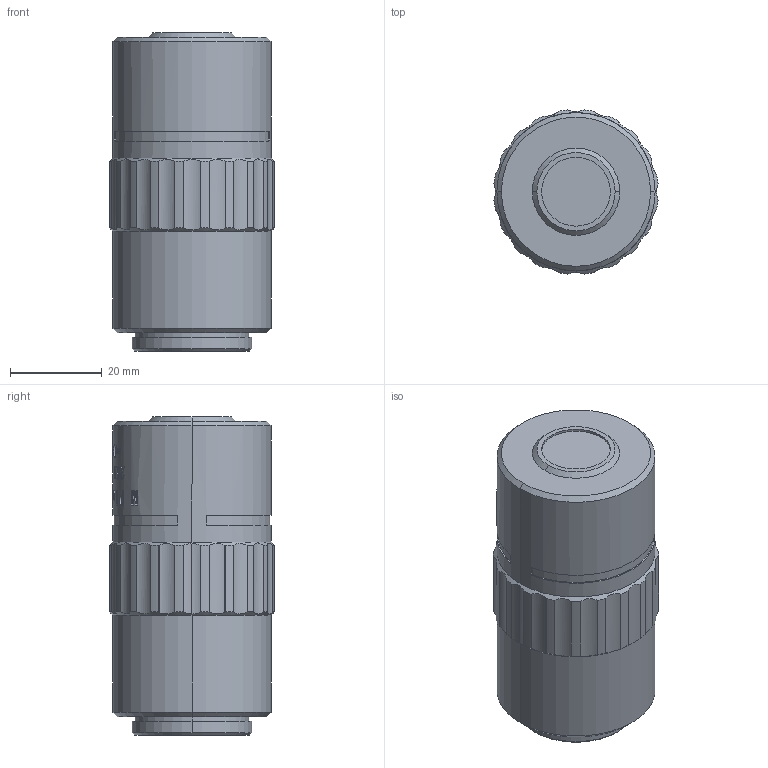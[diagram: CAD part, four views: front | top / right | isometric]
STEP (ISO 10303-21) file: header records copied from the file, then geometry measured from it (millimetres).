
FILE_DESCRIPTION (( 'STEP AP203' ), '1' );
FILE_NAME ('690166.STEP', '2026-02-04T07:47:40', ( '' ), ( '' ), 'SwSTEP 2.0', 'SolidWorks 2020', '' );
FILE_SCHEMA (( 'CONFIG_CONTROL_DESIGN' ));
Products named in the file (1): 690166
Bounding box: 35.81 x 35.81 x 69.41 mm (x, y, z)
Volume: 62191.5 mm3; surface area: 9647.4 mm2
Topology: 1 solids, 1 shells, 383 faces, 995 edges, 660 vertices
Faces by surface type: bspline 157, plane 118, cylinder 96, cone 12
Entity records: 47085 total; most frequent: CARTESIAN_POINT 38755, ORIENTED_EDGE 1990, DIRECTION 1207, EDGE_CURVE 995, VERTEX_POINT 660, B_SPLINE_CURVE_WITH_KNOTS 444, AXIS2_PLACEMENT_3D 429, EDGE_LOOP 429
